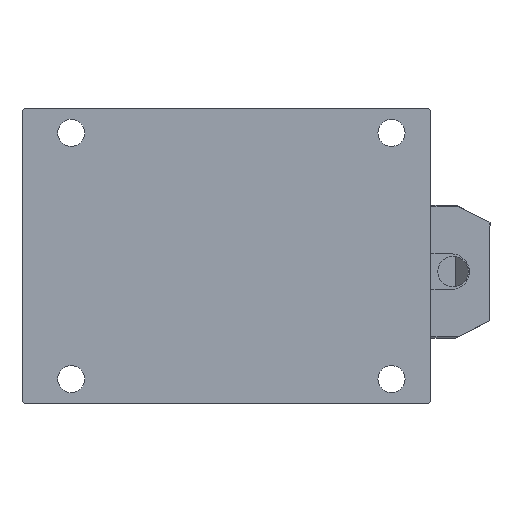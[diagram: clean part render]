
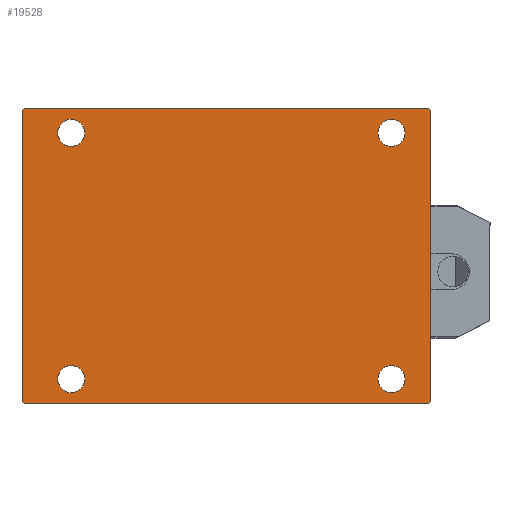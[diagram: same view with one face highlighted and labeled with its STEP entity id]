
A CAD part, front view. The second image highlights one B-rep face of the part: STEP entity #19528.
In plain terms, the highlighted face is planar.
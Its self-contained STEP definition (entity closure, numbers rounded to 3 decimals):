
#188 = CARTESIAN_POINT ( 'NONE',  ( 25., 54.995, -36. ) ) ;
#207 = DIRECTION ( 'NONE',  ( 0., -1., 0. ) ) ;
#218 = CIRCLE ( 'NONE', #13877, 1. ) ;
#277 = DIRECTION ( 'NONE',  ( 0., 0., 1. ) ) ;
#376 = CARTESIAN_POINT ( 'NONE',  ( 22.25, 54.995, -36. ) ) ;
#747 = DIRECTION ( 'NONE',  ( 1., 0., 0. ) ) ;
#990 = VERTEX_POINT ( 'NONE', #10744 ) ;
#1038 = DIRECTION ( 'NONE',  ( 0., 0., -1. ) ) ;
#1164 = VERTEX_POINT ( 'NONE', #376 ) ;
#1207 = ORIENTED_EDGE ( 'NONE', *, *, #17222, .T. ) ;
#1215 = FACE_BOUND ( 'NONE', #14218, .T. ) ;
#1241 = VECTOR ( 'NONE', #207, 1000. ) ;
#1758 = CIRCLE ( 'NONE', #13710, 2.75 ) ;
#1792 = VERTEX_POINT ( 'NONE', #17335 ) ;
#1836 = DIRECTION ( 'NONE',  ( -1., 0., 0. ) ) ;
#1978 = DIRECTION ( 'NONE',  ( 1., 0., 0. ) ) ;
#2204 = EDGE_LOOP ( 'NONE', ( #4033, #17579 ) ) ;
#2567 = ORIENTED_EDGE ( 'NONE', *, *, #11932, .T. ) ;
#2795 = VECTOR ( 'NONE', #13021, 1000. ) ;
#2846 = VERTEX_POINT ( 'NONE', #14615 ) ;
#2866 = CARTESIAN_POINT ( 'NONE',  ( -29., 62.999, -36. ) ) ;
#3141 = VECTOR ( 'NONE', #13899, 1000. ) ;
#3269 = VERTEX_POINT ( 'NONE', #20995 ) ;
#3356 = DIRECTION ( 'NONE',  ( 0., 0., 1. ) ) ;
#3361 = DIRECTION ( 'NONE',  ( 0., 0., 1. ) ) ;
#3477 = CIRCLE ( 'NONE', #18803, 2.75 ) ;
#3480 = DIRECTION ( 'NONE',  ( 0., 0., -1. ) ) ;
#3550 = ORIENTED_EDGE ( 'NONE', *, *, #10113, .T. ) ;
#3587 = EDGE_CURVE ( 'NONE', #19655, #990, #17533, .T. ) ;
#3635 = CIRCLE ( 'NONE', #13204, 2.75 ) ;
#4033 = ORIENTED_EDGE ( 'NONE', *, *, #10381, .T. ) ;
#4421 = DIRECTION ( 'NONE',  ( -1., 0., 0. ) ) ;
#4830 = DIRECTION ( 'NONE',  ( 0., 0., 1. ) ) ;
#5044 = EDGE_CURVE ( 'NONE', #3269, #20278, #18198, .T. ) ;
#5086 = CARTESIAN_POINT ( 'NONE',  ( -30., -19.005, -36. ) ) ;
#5375 = ORIENTED_EDGE ( 'NONE', *, *, #8876, .T. ) ;
#5554 = CARTESIAN_POINT ( 'NONE',  ( -25., 54.995, -36. ) ) ;
#5812 = PLANE ( 'NONE',  #8086 ) ;
#6228 = CIRCLE ( 'NONE', #18863, 2.75 ) ;
#6379 = CARTESIAN_POINT ( 'NONE',  ( -22.25, 54.995, -36. ) ) ;
#6430 = CIRCLE ( 'NONE', #18386, 1. ) ;
#6445 = DIRECTION ( 'NONE',  ( 1., 0., 0. ) ) ;
#6456 = CARTESIAN_POINT ( 'NONE',  ( 29., -19.005, -36. ) ) ;
#6645 = EDGE_LOOP ( 'NONE', ( #3550, #7702 ) ) ;
#6876 = AXIS2_PLACEMENT_3D ( 'NONE', #6456, #9973, #1836 ) ;
#7336 = EDGE_CURVE ( 'NONE', #20392, #19239, #18176, .T. ) ;
#7410 = FACE_BOUND ( 'NONE', #2204, .T. ) ;
#7508 = CIRCLE ( 'NONE', #12998, 2.75 ) ;
#7702 = ORIENTED_EDGE ( 'NONE', *, *, #8679, .T. ) ;
#7761 = AXIS2_PLACEMENT_3D ( 'NONE', #14573, #4830, #6445 ) ;
#7783 = ORIENTED_EDGE ( 'NONE', *, *, #19301, .T. ) ;
#7798 = DIRECTION ( 'NONE',  ( 0., 0., -1. ) ) ;
#7875 = CARTESIAN_POINT ( 'NONE',  ( 30., -19.005, -36. ) ) ;
#7908 = DIRECTION ( 'NONE',  ( 1., 0., 0. ) ) ;
#7918 = CARTESIAN_POINT ( 'NONE',  ( 30., -19.005, -36. ) ) ;
#8086 = AXIS2_PLACEMENT_3D ( 'NONE', #20470, #20582, #4421 ) ;
#8395 = DIRECTION ( 'NONE',  ( 1., 0., 0. ) ) ;
#8679 = EDGE_CURVE ( 'NONE', #12627, #19250, #3635, .T. ) ;
#8825 = ORIENTED_EDGE ( 'NONE', *, *, #10400, .T. ) ;
#8876 = EDGE_CURVE ( 'NONE', #19763, #2846, #20335, .T. ) ;
#8949 = CARTESIAN_POINT ( 'NONE',  ( 29., 61.999, -36. ) ) ;
#8950 = AXIS2_PLACEMENT_3D ( 'NONE', #19758, #21146, #9699 ) ;
#9699 = DIRECTION ( 'NONE',  ( 1., 0., 0. ) ) ;
#9878 = DIRECTION ( 'NONE',  ( 1., 0., 0. ) ) ;
#9901 = CARTESIAN_POINT ( 'NONE',  ( 29., -20.005, -36. ) ) ;
#9936 = AXIS2_PLACEMENT_3D ( 'NONE', #16712, #3356, #9878 ) ;
#9973 = DIRECTION ( 'NONE',  ( 0., 0., -1. ) ) ;
#9979 = CARTESIAN_POINT ( 'NONE',  ( -29., -20.005, -36. ) ) ;
#10030 = DIRECTION ( 'NONE',  ( 1., 0., 0. ) ) ;
#10113 = EDGE_CURVE ( 'NONE', #19250, #12627, #1758, .T. ) ;
#10133 = VERTEX_POINT ( 'NONE', #11799 ) ;
#10381 = EDGE_CURVE ( 'NONE', #20278, #3269, #6228, .T. ) ;
#10400 = EDGE_CURVE ( 'NONE', #2846, #1792, #17846, .T. ) ;
#10486 = VERTEX_POINT ( 'NONE', #14627 ) ;
#10722 = FACE_OUTER_BOUND ( 'NONE', #11950, .T. ) ;
#10744 = CARTESIAN_POINT ( 'NONE',  ( 29., 62.999, -36. ) ) ;
#11174 = EDGE_CURVE ( 'NONE', #12230, #16958, #15960, .T. ) ;
#11405 = CARTESIAN_POINT ( 'NONE',  ( 25., -10.005, -36. ) ) ;
#11530 = DIRECTION ( 'NONE',  ( 0., 0., 1. ) ) ;
#11799 = CARTESIAN_POINT ( 'NONE',  ( 30., 61.999, -36. ) ) ;
#11932 = EDGE_CURVE ( 'NONE', #990, #10133, #6430, .T. ) ;
#11950 = EDGE_LOOP ( 'NONE', ( #12932, #1207, #5375, #8825, #7783, #17125, #2567, #12931 ) ) ;
#12058 = CARTESIAN_POINT ( 'NONE',  ( 27.75, -10.005, -36. ) ) ;
#12230 = VERTEX_POINT ( 'NONE', #15533 ) ;
#12627 = VERTEX_POINT ( 'NONE', #20014 ) ;
#12781 = FACE_BOUND ( 'NONE', #20778, .T. ) ;
#12902 = DIRECTION ( 'NONE',  ( 0., 0., 1. ) ) ;
#12914 = ORIENTED_EDGE ( 'NONE', *, *, #13786, .T. ) ;
#12931 = ORIENTED_EDGE ( 'NONE', *, *, #13079, .T. ) ;
#12932 = ORIENTED_EDGE ( 'NONE', *, *, #7336, .T. ) ;
#12954 = LINE ( 'NONE', #7918, #1241 ) ;
#12998 = AXIS2_PLACEMENT_3D ( 'NONE', #17713, #12902, #15885 ) ;
#13021 = DIRECTION ( 'NONE',  ( 0., 1., 0. ) ) ;
#13079 = EDGE_CURVE ( 'NONE', #10133, #20392, #12954, .T. ) ;
#13204 = AXIS2_PLACEMENT_3D ( 'NONE', #5554, #15611, #747 ) ;
#13692 = CARTESIAN_POINT ( 'NONE',  ( -29., -20.005, -36. ) ) ;
#13710 = AXIS2_PLACEMENT_3D ( 'NONE', #18230, #3361, #14602 ) ;
#13786 = EDGE_CURVE ( 'NONE', #16958, #12230, #7508, .T. ) ;
#13877 = AXIS2_PLACEMENT_3D ( 'NONE', #19439, #3480, #8395 ) ;
#13899 = DIRECTION ( 'NONE',  ( -1., 0., 0. ) ) ;
#14218 = EDGE_LOOP ( 'NONE', ( #14812, #12914 ) ) ;
#14248 = CARTESIAN_POINT ( 'NONE',  ( -27.75, -10.005, -36. ) ) ;
#14447 = CARTESIAN_POINT ( 'NONE',  ( -29., -19.005, -36. ) ) ;
#14573 = CARTESIAN_POINT ( 'NONE',  ( -25., -10.005, -36. ) ) ;
#14602 = DIRECTION ( 'NONE',  ( 1., 0., 0. ) ) ;
#14615 = CARTESIAN_POINT ( 'NONE',  ( -30., -19.005, -36. ) ) ;
#14627 = CARTESIAN_POINT ( 'NONE',  ( 27.75, 54.995, -36. ) ) ;
#14812 = ORIENTED_EDGE ( 'NONE', *, *, #11174, .T. ) ;
#15533 = CARTESIAN_POINT ( 'NONE',  ( -22.25, -10.005, -36. ) ) ;
#15611 = DIRECTION ( 'NONE',  ( 0., 0., 1. ) ) ;
#15806 = DIRECTION ( 'NONE',  ( 1., 0., 0. ) ) ;
#15885 = DIRECTION ( 'NONE',  ( 1., 0., 0. ) ) ;
#15921 = DIRECTION ( 'NONE',  ( 1., 0., 0. ) ) ;
#15960 = CIRCLE ( 'NONE', #7761, 2.75 ) ;
#15991 = VECTOR ( 'NONE', #15921, 1000. ) ;
#16243 = AXIS2_PLACEMENT_3D ( 'NONE', #14447, #7798, #7908 ) ;
#16247 = ORIENTED_EDGE ( 'NONE', *, *, #16601, .T. ) ;
#16601 = EDGE_CURVE ( 'NONE', #10486, #1164, #19155, .T. ) ;
#16712 = CARTESIAN_POINT ( 'NONE',  ( 25., 54.995, -36. ) ) ;
#16896 = LINE ( 'NONE', #13692, #3141 ) ;
#16958 = VERTEX_POINT ( 'NONE', #14248 ) ;
#17125 = ORIENTED_EDGE ( 'NONE', *, *, #3587, .T. ) ;
#17222 = EDGE_CURVE ( 'NONE', #19239, #19763, #16896, .T. ) ;
#17335 = CARTESIAN_POINT ( 'NONE',  ( -30., 61.999, -36. ) ) ;
#17478 = FACE_BOUND ( 'NONE', #6645, .T. ) ;
#17533 = LINE ( 'NONE', #2866, #15991 ) ;
#17579 = ORIENTED_EDGE ( 'NONE', *, *, #5044, .T. ) ;
#17713 = CARTESIAN_POINT ( 'NONE',  ( -25., -10.005, -36. ) ) ;
#17846 = LINE ( 'NONE', #5086, #2795 ) ;
#18176 = CIRCLE ( 'NONE', #6876, 1. ) ;
#18198 = CIRCLE ( 'NONE', #8950, 2.75 ) ;
#18230 = CARTESIAN_POINT ( 'NONE',  ( -25., 54.995, -36. ) ) ;
#18386 = AXIS2_PLACEMENT_3D ( 'NONE', #8949, #1038, #15806 ) ;
#18737 = EDGE_CURVE ( 'NONE', #1164, #10486, #3477, .T. ) ;
#18803 = AXIS2_PLACEMENT_3D ( 'NONE', #188, #11530, #10030 ) ;
#18863 = AXIS2_PLACEMENT_3D ( 'NONE', #11405, #277, #1978 ) ;
#19155 = CIRCLE ( 'NONE', #9936, 2.75 ) ;
#19239 = VERTEX_POINT ( 'NONE', #9901 ) ;
#19250 = VERTEX_POINT ( 'NONE', #6379 ) ;
#19301 = EDGE_CURVE ( 'NONE', #1792, #19655, #218, .T. ) ;
#19439 = CARTESIAN_POINT ( 'NONE',  ( -29., 61.999, -36. ) ) ;
#19528 = ADVANCED_FACE ( 'NONE', ( #7410, #12781, #17478, #1215, #10722 ), #5812, .T. ) ;
#19612 = CARTESIAN_POINT ( 'NONE',  ( -29., 62.999, -36. ) ) ;
#19655 = VERTEX_POINT ( 'NONE', #19612 ) ;
#19758 = CARTESIAN_POINT ( 'NONE',  ( 25., -10.005, -36. ) ) ;
#19763 = VERTEX_POINT ( 'NONE', #9979 ) ;
#20014 = CARTESIAN_POINT ( 'NONE',  ( -27.75, 54.995, -36. ) ) ;
#20278 = VERTEX_POINT ( 'NONE', #12058 ) ;
#20335 = CIRCLE ( 'NONE', #16243, 1. ) ;
#20392 = VERTEX_POINT ( 'NONE', #7875 ) ;
#20470 = CARTESIAN_POINT ( 'NONE',  ( 29., -19.005, -36. ) ) ;
#20582 = DIRECTION ( 'NONE',  ( 0., 0., -1. ) ) ;
#20778 = EDGE_LOOP ( 'NONE', ( #16247, #20882 ) ) ;
#20882 = ORIENTED_EDGE ( 'NONE', *, *, #18737, .T. ) ;
#20995 = CARTESIAN_POINT ( 'NONE',  ( 22.25, -10.005, -36. ) ) ;
#21146 = DIRECTION ( 'NONE',  ( 0., 0., 1. ) ) ;
